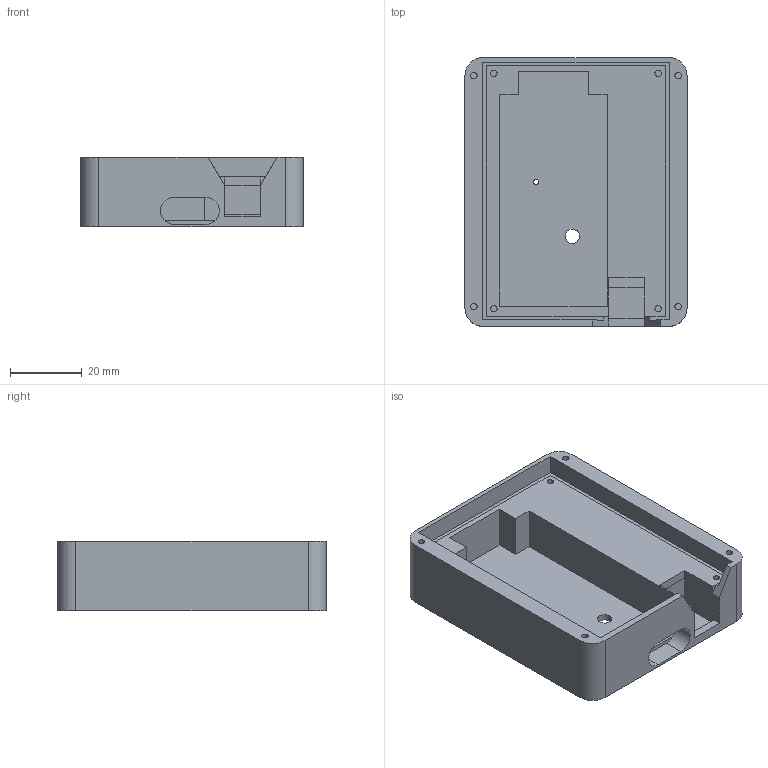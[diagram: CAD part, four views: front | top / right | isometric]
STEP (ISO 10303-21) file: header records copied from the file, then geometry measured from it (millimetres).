
FILE_DESCRIPTION(('FreeCAD Model'),'2;1');
FILE_NAME('Open CASCADE Shape Model','2026-02-18T23:19:50',(''),(''), 'Open CASCADE STEP processor 7.8','FreeCAD','Unknown');
FILE_SCHEMA(('AUTOMOTIVE_DESIGN { 1 0 10303 214 1 1 1 1 }'));
Length unit declared in the file: millimetre
Products named in the file (1): Box lower
Bounding box: 62 x 75 x 19.5 mm (x, y, z)
Volume: 43813.1 mm3; surface area: 18678.3 mm2
Topology: 1 solids, 1 shells, 64 faces, 158 edges, 104 vertices
Faces by surface type: plane 48, cylinder 16
Full cylindrical faces by diameter (mm): 1.5 x1, 1.8 x8, 4 x1
Entity records: 1918 total; most frequent: CARTESIAN_POINT 327, DIRECTION 322, ORIENTED_EDGE 316, EDGE_CURVE 158, LINE 124, VECTOR 124, VERTEX_POINT 104, AXIS2_PLACEMENT_3D 99
